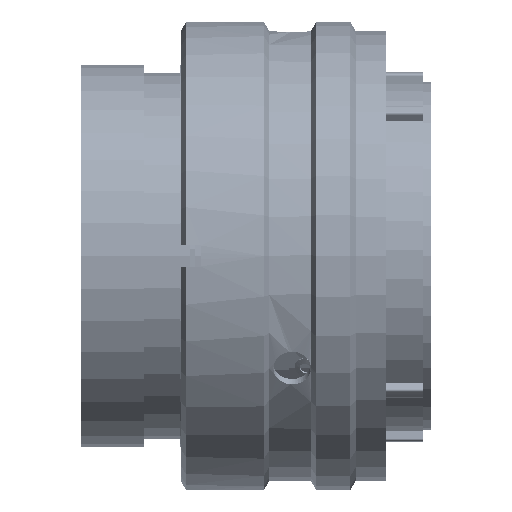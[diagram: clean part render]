
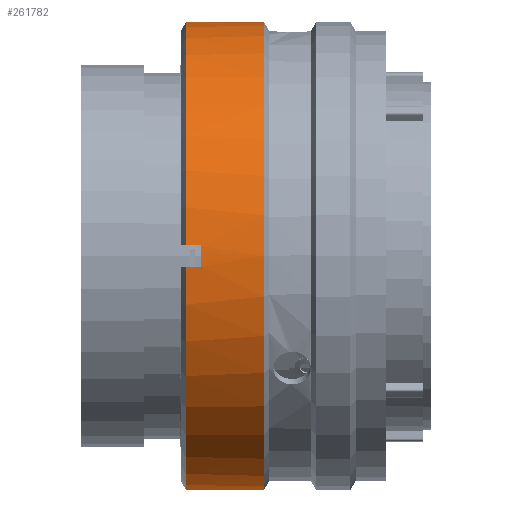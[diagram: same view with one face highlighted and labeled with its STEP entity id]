
A CAD part, front view. The second image highlights one B-rep face of the part: STEP entity #261782.
In plain terms, the highlighted cylindrical face has radius 22.25 mm (diameter 44.5 mm), a partial arc.
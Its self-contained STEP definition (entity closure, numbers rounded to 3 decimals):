
#101 = EDGE_CURVE ( 'NONE', #124629, #141857, #258965, .T. ) ;
#1481 = CARTESIAN_POINT ( 'NONE',  ( 11.42, -22.228, 1. ) ) ;
#2212 = VERTEX_POINT ( 'NONE', #88776 ) ;
#7077 = CARTESIAN_POINT ( 'NONE',  ( 17.44, 0., -22.25 ) ) ;
#7479 = EDGE_CURVE ( 'NONE', #255840, #175130, #78206, .T. ) ;
#10858 = VERTEX_POINT ( 'NONE', #220441 ) ;
#14916 = CARTESIAN_POINT ( 'NONE',  ( 29.07, -1., -22.228 ) ) ;
#22577 = AXIS2_PLACEMENT_3D ( 'NONE', #235565, #63238, #273676 ) ;
#25953 = DIRECTION ( 'NONE',  ( 0., 0., 1. ) ) ;
#34086 = EDGE_CURVE ( 'NONE', #41011, #10858, #36561, .T. ) ;
#34156 = CARTESIAN_POINT ( 'NONE',  ( 10.02, 0., 0. ) ) ;
#36561 = CIRCLE ( 'NONE', #122238, 22.25 ) ;
#37489 = CARTESIAN_POINT ( 'NONE',  ( 29.07, 0., 22.25 ) ) ;
#37554 = DIRECTION ( 'NONE',  ( 1., 0., 0. ) ) ;
#38346 = ORIENTED_EDGE ( 'NONE', *, *, #7479, .T. ) ;
#41011 = VERTEX_POINT ( 'NONE', #1481 ) ;
#42049 = LINE ( 'NONE', #81676, #208399 ) ;
#42850 = EDGE_CURVE ( 'NONE', #175130, #2212, #157550, .T. ) ;
#44971 = CARTESIAN_POINT ( 'NONE',  ( 10.02, -22.228, -1. ) ) ;
#50129 = EDGE_CURVE ( 'NONE', #171538, #163772, #260868, .T. ) ;
#53859 = CARTESIAN_POINT ( 'NONE',  ( 10.02, -1., -22.228 ) ) ;
#55301 = DIRECTION ( 'NONE',  ( 0., 0., -1. ) ) ;
#63238 = DIRECTION ( 'NONE',  ( 1., 0., 0. ) ) ;
#73326 = CARTESIAN_POINT ( 'NONE',  ( 29.07, -22.228, -1. ) ) ;
#76904 = CIRCLE ( 'NONE', #112921, 22.25 ) ;
#77323 = ORIENTED_EDGE ( 'NONE', *, *, #83136, .T. ) ;
#78206 = CIRCLE ( 'NONE', #123351, 22.25 ) ;
#78399 = DIRECTION ( 'NONE',  ( 1., 0., 0. ) ) ;
#78873 = FACE_OUTER_BOUND ( 'NONE', #174551, .T. ) ;
#79281 = ORIENTED_EDGE ( 'NONE', *, *, #101, .T. ) ;
#79939 = EDGE_CURVE ( 'NONE', #10858, #224889, #204767, .T. ) ;
#80840 = CARTESIAN_POINT ( 'NONE',  ( 10.02, -22.228, 1. ) ) ;
#81676 = CARTESIAN_POINT ( 'NONE',  ( 29.07, -22.228, 1. ) ) ;
#83136 = EDGE_CURVE ( 'NONE', #146099, #41011, #42049, .T. ) ;
#83778 = ORIENTED_EDGE ( 'NONE', *, *, #42850, .T. ) ;
#85350 = CARTESIAN_POINT ( 'NONE',  ( 11.42, -1., 22.228 ) ) ;
#88776 = CARTESIAN_POINT ( 'NONE',  ( 10.02, -1., 22.228 ) ) ;
#89455 = EDGE_CURVE ( 'NONE', #255840, #171538, #102375, .T. ) ;
#102375 = LINE ( 'NONE', #37489, #229636 ) ;
#104152 = VECTOR ( 'NONE', #78399, 1000. ) ;
#105223 = VECTOR ( 'NONE', #186325, 1000. ) ;
#110319 = ORIENTED_EDGE ( 'NONE', *, *, #118226, .T. ) ;
#112921 = AXIS2_PLACEMENT_3D ( 'NONE', #34156, #227629, #55301 ) ;
#116455 = VECTOR ( 'NONE', #154740, 1000. ) ;
#118226 = EDGE_CURVE ( 'NONE', #207934, #124629, #144813, .T. ) ;
#122238 = AXIS2_PLACEMENT_3D ( 'NONE', #195550, #133302, #25953 ) ;
#123351 = AXIS2_PLACEMENT_3D ( 'NONE', #261353, #131460, #134244 ) ;
#123686 = AXIS2_PLACEMENT_3D ( 'NONE', #180683, #266755, #159539 ) ;
#124629 = VERTEX_POINT ( 'NONE', #147355 ) ;
#131460 = DIRECTION ( 'NONE',  ( 1., 0., 0. ) ) ;
#133057 = CARTESIAN_POINT ( 'NONE',  ( 17.44, 0., 0. ) ) ;
#133302 = DIRECTION ( 'NONE',  ( 1., 0., 0. ) ) ;
#134244 = DIRECTION ( 'NONE',  ( 0., 0., 1. ) ) ;
#135863 = DIRECTION ( 'NONE',  ( 1., 0., 0. ) ) ;
#136638 = CARTESIAN_POINT ( 'NONE',  ( 11.42, 0., -22.25 ) ) ;
#140265 = DIRECTION ( 'NONE',  ( 0., 0., -1. ) ) ;
#140433 = CARTESIAN_POINT ( 'NONE',  ( 11.42, 0., 22.25 ) ) ;
#141857 = VERTEX_POINT ( 'NONE', #136638 ) ;
#144813 = LINE ( 'NONE', #14916, #104152 ) ;
#146099 = VERTEX_POINT ( 'NONE', #80840 ) ;
#146272 = LINE ( 'NONE', #150453, #267931 ) ;
#147355 = CARTESIAN_POINT ( 'NONE',  ( 11.42, -1., -22.228 ) ) ;
#149478 = DIRECTION ( 'NONE',  ( 1., 0., 0. ) ) ;
#150453 = CARTESIAN_POINT ( 'NONE',  ( 29.07, 0., -22.25 ) ) ;
#154740 = DIRECTION ( 'NONE',  ( -1., 0., 0. ) ) ;
#155728 = DIRECTION ( 'NONE',  ( 0., 0., -1. ) ) ;
#156389 = ORIENTED_EDGE ( 'NONE', *, *, #79939, .T. ) ;
#157550 = LINE ( 'NONE', #243640, #116455 ) ;
#159539 = DIRECTION ( 'NONE',  ( 0., 0., 1. ) ) ;
#163772 = VERTEX_POINT ( 'NONE', #7077 ) ;
#164526 = CARTESIAN_POINT ( 'NONE',  ( 17.44, 0., 22.25 ) ) ;
#167045 = ORIENTED_EDGE ( 'NONE', *, *, #89455, .F. ) ;
#167686 = EDGE_CURVE ( 'NONE', #224889, #207934, #276810, .T. ) ;
#171538 = VERTEX_POINT ( 'NONE', #164526 ) ;
#174551 = EDGE_LOOP ( 'NONE', ( #167045, #38346, #83778, #226535, #77323, #230823, #156389, #248460, #110319, #79281, #190809, #278271 ) ) ;
#175130 = VERTEX_POINT ( 'NONE', #85350 ) ;
#175222 = AXIS2_PLACEMENT_3D ( 'NONE', #133057, #135863, #155728 ) ;
#180683 = CARTESIAN_POINT ( 'NONE',  ( 11.42, 0., 0. ) ) ;
#182102 = CYLINDRICAL_SURFACE ( 'NONE', #22577, 22.25 ) ;
#186325 = DIRECTION ( 'NONE',  ( -1., 0., 0. ) ) ;
#187274 = DIRECTION ( 'NONE',  ( 1., 0., 0. ) ) ;
#190809 = ORIENTED_EDGE ( 'NONE', *, *, #208226, .T. ) ;
#191300 = AXIS2_PLACEMENT_3D ( 'NONE', #272836, #202476, #140265 ) ;
#195550 = CARTESIAN_POINT ( 'NONE',  ( 11.42, 0., 0. ) ) ;
#202476 = DIRECTION ( 'NONE',  ( 1., 0., 0. ) ) ;
#204767 = LINE ( 'NONE', #73326, #105223 ) ;
#207934 = VERTEX_POINT ( 'NONE', #53859 ) ;
#208226 = EDGE_CURVE ( 'NONE', #141857, #163772, #146272, .T. ) ;
#208399 = VECTOR ( 'NONE', #149478, 1000. ) ;
#220441 = CARTESIAN_POINT ( 'NONE',  ( 11.42, -22.228, -1. ) ) ;
#224889 = VERTEX_POINT ( 'NONE', #44971 ) ;
#226535 = ORIENTED_EDGE ( 'NONE', *, *, #250523, .T. ) ;
#227629 = DIRECTION ( 'NONE',  ( 1., 0., 0. ) ) ;
#229636 = VECTOR ( 'NONE', #187274, 1000. ) ;
#230823 = ORIENTED_EDGE ( 'NONE', *, *, #34086, .T. ) ;
#235565 = CARTESIAN_POINT ( 'NONE',  ( 29.07, 0., 0. ) ) ;
#243640 = CARTESIAN_POINT ( 'NONE',  ( 29.07, -1., 22.228 ) ) ;
#248460 = ORIENTED_EDGE ( 'NONE', *, *, #167686, .T. ) ;
#250523 = EDGE_CURVE ( 'NONE', #2212, #146099, #76904, .T. ) ;
#255840 = VERTEX_POINT ( 'NONE', #140433 ) ;
#258965 = CIRCLE ( 'NONE', #123686, 22.25 ) ;
#260868 = CIRCLE ( 'NONE', #175222, 22.25 ) ;
#261353 = CARTESIAN_POINT ( 'NONE',  ( 11.42, 0., 0. ) ) ;
#261782 = ADVANCED_FACE ( 'NONE', ( #78873 ), #182102, .T. ) ;
#266755 = DIRECTION ( 'NONE',  ( 1., 0., 0. ) ) ;
#267931 = VECTOR ( 'NONE', #37554, 1000. ) ;
#272836 = CARTESIAN_POINT ( 'NONE',  ( 10.02, 0., 0. ) ) ;
#273676 = DIRECTION ( 'NONE',  ( 0., 0., -1. ) ) ;
#276810 = CIRCLE ( 'NONE', #191300, 22.25 ) ;
#278271 = ORIENTED_EDGE ( 'NONE', *, *, #50129, .F. ) ;
